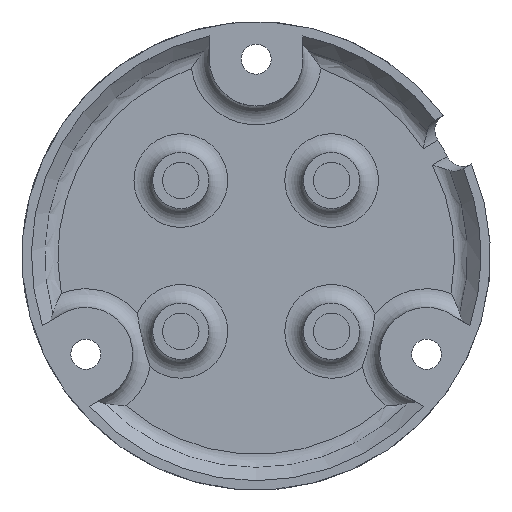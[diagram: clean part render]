
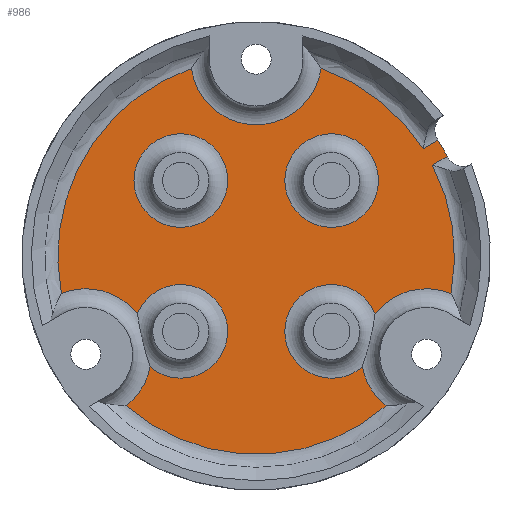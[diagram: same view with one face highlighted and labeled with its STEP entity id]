
A CAD part, top view. The second image highlights one B-rep face of the part: STEP entity #986.
In plain terms, the highlighted planar face has unit normal (0, 0, 1).
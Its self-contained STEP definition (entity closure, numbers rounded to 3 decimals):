
#50=FACE_BOUND('',#235,.T.);
#51=FACE_BOUND('',#236,.T.);
#62=LINE('',#1606,#105);
#63=LINE('',#1609,#106);
#105=VECTOR('',#1232,10.);
#106=VECTOR('',#1235,10.);
#148=PLANE('',#1066);
#172=FACE_OUTER_BOUND('',#234,.T.);
#234=EDGE_LOOP('',(#677,#678,#679,#680,#681,#682,#683,#684,#685,#686,#687,
#688,#689,#690,#691));
#235=EDGE_LOOP('',(#692));
#236=EDGE_LOOP('',(#693));
#306=CIRCLE('',#1061,7.);
#308=CIRCLE('',#1064,21.172);
#310=CIRCLE('',#1067,21.172);
#311=CIRCLE('',#1068,7.);
#312=CIRCLE('',#1069,5.);
#313=CIRCLE('',#1070,7.);
#314=CIRCLE('',#1071,21.172);
#315=CIRCLE('',#1072,7.);
#316=CIRCLE('',#1073,5.);
#317=CIRCLE('',#1074,5.);
#318=CIRCLE('',#1075,7.);
#319=CIRCLE('',#1076,21.172);
#320=CIRCLE('',#1077,23.);
#321=CIRCLE('',#1078,5.);
#322=CIRCLE('',#1079,5.);
#411=VERTEX_POINT('',#1515);
#413=VERTEX_POINT('',#1525);
#419=VERTEX_POINT('',#1570);
#421=VERTEX_POINT('',#1585);
#422=VERTEX_POINT('',#1587);
#423=VERTEX_POINT('',#1589);
#424=VERTEX_POINT('',#1591);
#425=VERTEX_POINT('',#1593);
#426=VERTEX_POINT('',#1595);
#427=VERTEX_POINT('',#1597);
#428=VERTEX_POINT('',#1599);
#429=VERTEX_POINT('',#1601);
#430=VERTEX_POINT('',#1603);
#431=VERTEX_POINT('',#1605);
#432=VERTEX_POINT('',#1607);
#433=VERTEX_POINT('',#1610);
#434=VERTEX_POINT('',#1612);
#512=EDGE_CURVE('',#411,#413,#306,.T.);
#519=EDGE_CURVE('',#413,#419,#308,.T.);
#522=EDGE_CURVE('',#421,#411,#310,.T.);
#523=EDGE_CURVE('',#422,#421,#311,.T.);
#524=EDGE_CURVE('',#423,#422,#312,.T.);
#525=EDGE_CURVE('',#424,#423,#313,.T.);
#526=EDGE_CURVE('',#425,#424,#314,.T.);
#527=EDGE_CURVE('',#426,#425,#315,.T.);
#528=EDGE_CURVE('',#427,#426,#316,.T.);
#529=EDGE_CURVE('',#428,#427,#317,.T.);
#530=EDGE_CURVE('',#429,#428,#318,.T.);
#531=EDGE_CURVE('',#430,#429,#319,.T.);
#532=EDGE_CURVE('',#430,#431,#62,.T.);
#533=EDGE_CURVE('',#432,#431,#320,.T.);
#534=EDGE_CURVE('',#419,#432,#63,.T.);
#535=EDGE_CURVE('',#433,#433,#321,.T.);
#536=EDGE_CURVE('',#434,#434,#322,.T.);
#677=ORIENTED_EDGE('',*,*,#512,.F.);
#678=ORIENTED_EDGE('',*,*,#522,.F.);
#679=ORIENTED_EDGE('',*,*,#523,.F.);
#680=ORIENTED_EDGE('',*,*,#524,.F.);
#681=ORIENTED_EDGE('',*,*,#525,.F.);
#682=ORIENTED_EDGE('',*,*,#526,.F.);
#683=ORIENTED_EDGE('',*,*,#527,.F.);
#684=ORIENTED_EDGE('',*,*,#528,.F.);
#685=ORIENTED_EDGE('',*,*,#529,.F.);
#686=ORIENTED_EDGE('',*,*,#530,.F.);
#687=ORIENTED_EDGE('',*,*,#531,.F.);
#688=ORIENTED_EDGE('',*,*,#532,.T.);
#689=ORIENTED_EDGE('',*,*,#533,.F.);
#690=ORIENTED_EDGE('',*,*,#534,.F.);
#691=ORIENTED_EDGE('',*,*,#519,.F.);
#692=ORIENTED_EDGE('',*,*,#535,.F.);
#693=ORIENTED_EDGE('',*,*,#536,.F.);
#986=ADVANCED_FACE('',(#172,#50,#51),#148,.F.);
#1061=AXIS2_PLACEMENT_3D('',#1526,#1200,#1201);
#1064=AXIS2_PLACEMENT_3D('',#1571,#1206,#1207);
#1066=AXIS2_PLACEMENT_3D('',#1584,#1210,#1211);
#1067=AXIS2_PLACEMENT_3D('',#1586,#1212,#1213);
#1068=AXIS2_PLACEMENT_3D('',#1588,#1214,#1215);
#1069=AXIS2_PLACEMENT_3D('',#1590,#1216,#1217);
#1070=AXIS2_PLACEMENT_3D('',#1592,#1218,#1219);
#1071=AXIS2_PLACEMENT_3D('',#1594,#1220,#1221);
#1072=AXIS2_PLACEMENT_3D('',#1596,#1222,#1223);
#1073=AXIS2_PLACEMENT_3D('',#1598,#1224,#1225);
#1074=AXIS2_PLACEMENT_3D('',#1600,#1226,#1227);
#1075=AXIS2_PLACEMENT_3D('',#1602,#1228,#1229);
#1076=AXIS2_PLACEMENT_3D('',#1604,#1230,#1231);
#1077=AXIS2_PLACEMENT_3D('',#1608,#1233,#1234);
#1078=AXIS2_PLACEMENT_3D('',#1611,#1236,#1237);
#1079=AXIS2_PLACEMENT_3D('',#1613,#1238,#1239);
#1200=DIRECTION('center_axis',(0.,0.,1.));
#1201=DIRECTION('ref_axis',(0.,-1.,0.));
#1206=DIRECTION('center_axis',(0.,0.,-1.));
#1207=DIRECTION('ref_axis',(0.577,0.817,0.));
#1210=DIRECTION('center_axis',(0.,0.,-1.));
#1211=DIRECTION('ref_axis',(1.,0.,0.));
#1212=DIRECTION('center_axis',(0.,0.,-1.));
#1213=DIRECTION('ref_axis',(-0.841,0.541,0.));
#1214=DIRECTION('center_axis',(0.,0.,1.));
#1215=DIRECTION('ref_axis',(0.866,0.5,0.));
#1216=DIRECTION('center_axis',(0.,0.,1.));
#1217=DIRECTION('ref_axis',(1.,0.,0.));
#1218=DIRECTION('center_axis',(0.,0.,1.));
#1219=DIRECTION('ref_axis',(0.866,0.5,0.));
#1220=DIRECTION('center_axis',(0.,0.,-1.));
#1221=DIRECTION('ref_axis',(0.,-1.,0.));
#1222=DIRECTION('center_axis',(0.,0.,1.));
#1223=DIRECTION('ref_axis',(-0.866,0.5,0.));
#1224=DIRECTION('center_axis',(0.,0.,1.));
#1225=DIRECTION('ref_axis',(1.,0.,0.));
#1226=DIRECTION('center_axis',(0.,0.,1.));
#1227=DIRECTION('ref_axis',(1.,0.,0.));
#1228=DIRECTION('center_axis',(0.,0.,1.));
#1229=DIRECTION('ref_axis',(-0.866,0.5,0.));
#1230=DIRECTION('center_axis',(0.,0.,-1.));
#1231=DIRECTION('ref_axis',(0.99,0.139,0.));
#1232=DIRECTION('',(0.866,0.5,0.));
#1233=DIRECTION('center_axis',(0.,0.,
-1.));
#1234=DIRECTION('ref_axis',(1.,0.,0.));
#1235=DIRECTION('',(0.866,0.5,0.));
#1236=DIRECTION('center_axis',(0.,0.,1.));
#1237=DIRECTION('ref_axis',(1.,0.,0.));
#1238=DIRECTION('center_axis',(0.,0.,1.));
#1239=DIRECTION('ref_axis',(1.,0.,0.));
#1515=CARTESIAN_POINT('',(-6.929,20.006,1.));
#1525=CARTESIAN_POINT('',(6.929,20.006,1.));
#1526=CARTESIAN_POINT('Origin',(0.,21.,1.));
#1570=CARTESIAN_POINT('',(17.815,11.44,1.));
#1571=CARTESIAN_POINT('Origin',(0.,0.,1.));
#1584=CARTESIAN_POINT('Origin',(0.,0.,1.));
#1585=CARTESIAN_POINT('',(-20.79,-4.002,1.));
#1586=CARTESIAN_POINT('Origin',(0.,0.,1.));
#1587=CARTESIAN_POINT('',(-12.684,-6.173,1.));
#1588=CARTESIAN_POINT('Origin',(-18.187,-10.5,1.));
#1589=CARTESIAN_POINT('',(-11.315,-11.837,1.));
#1590=CARTESIAN_POINT('Origin',(-8.05,-8.05,1.));
#1591=CARTESIAN_POINT('',(-13.861,-16.004,1.));
#1592=CARTESIAN_POINT('Origin',(-18.187,-10.5,1.));
#1593=CARTESIAN_POINT('',(13.861,-16.004,1.));
#1594=CARTESIAN_POINT('Origin',(0.,0.,1.));
#1595=CARTESIAN_POINT('',(11.315,-11.837,1.));
#1596=CARTESIAN_POINT('Origin',(18.187,-10.5,1.));
#1597=CARTESIAN_POINT('',(3.05,-8.05,1.));
#1598=CARTESIAN_POINT('Origin',(8.05,-8.05,1.));
#1599=CARTESIAN_POINT('',(12.684,-6.173,1.));
#1600=CARTESIAN_POINT('Origin',(8.05,-8.05,1.));
#1601=CARTESIAN_POINT('',(20.79,-4.002,1.));
#1602=CARTESIAN_POINT('Origin',(18.187,-10.5,1.));
#1603=CARTESIAN_POINT('',(18.815,9.708,1.));
#1604=CARTESIAN_POINT('Origin',(0.,0.,1.));
#1605=CARTESIAN_POINT('',(20.4,10.623,1.));
#1606=CARTESIAN_POINT('',(0.5,-0.866,1.));
#1607=CARTESIAN_POINT('',(19.4,12.355,1.));
#1608=CARTESIAN_POINT('Origin',(0.,0.,1.));
#1609=CARTESIAN_POINT('',(-0.5,0.866,1.));
#1610=CARTESIAN_POINT('',(3.05,8.05,1.));
#1611=CARTESIAN_POINT('Origin',(8.05,8.05,1.));
#1612=CARTESIAN_POINT('',(-13.05,8.05,1.));
#1613=CARTESIAN_POINT('Origin',(-8.05,8.05,1.));
